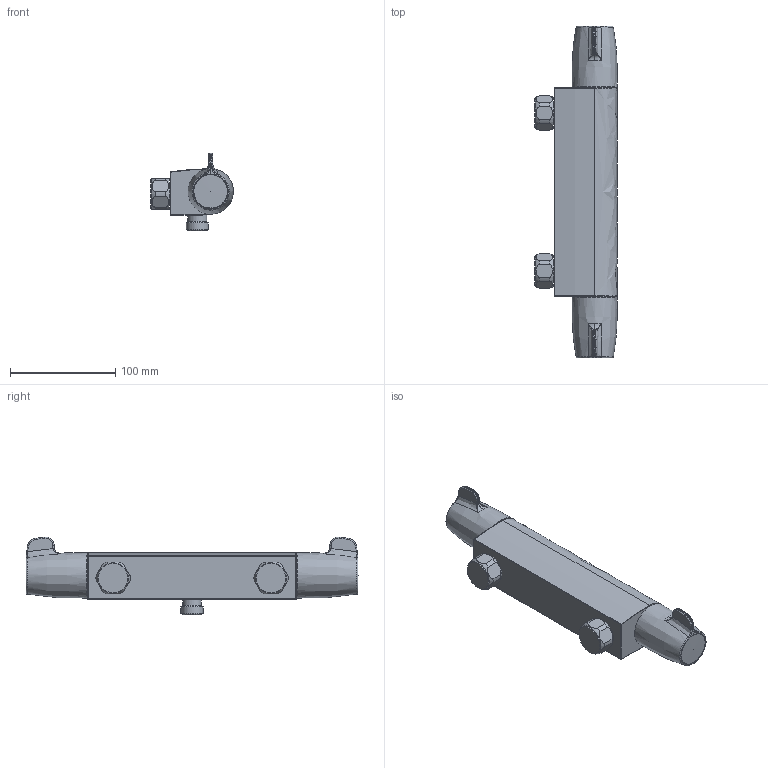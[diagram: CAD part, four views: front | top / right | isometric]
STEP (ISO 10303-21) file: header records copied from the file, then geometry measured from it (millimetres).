
FILE_DESCRIPTION(/* description */ ('Unknown'),/* implementation_level */ '2;1');
FILE_NAME(/* name */ '34681000_1',/* time_stamp */ '2022-09-07T18:09:22+02:00',/* author */ ('Unknown'),/* organization */ ('GROHE AG'),/* preprocessor_version */ 'ST-DEVELOPER v16.7',/* originating_system */ 'DEX',/* authorisation */ $);
FILE_SCHEMA (('AUTOMOTIVE_DESIGN {1 0 10303 214 3 1 1}'));
Length unit declared in the file: millimetre
Products named in the file (4): 34681000_1; id11; 110111_G2_UnivConcValve_Handle_Lob; Document
Assembly tree (3 placements, depth 2):
  34681000_1
    id11
    110111_G2_UnivConcValve_Handle_Lob
    Document
Bounding box: 78.54 x 315.3 x 73.72 mm (x, y, z)
Surface area: 71132.1 mm2 (no closed solid volume)
Topology: 0 solids, 18 shells, 152 faces, 566 edges, 412 vertices
Faces by surface type: bspline 73, plane 33, cylinder 29, torus 11, cone 4, sphere 2
Full cylindrical faces by diameter (mm): 18 x1, 20.5 x2, 20.96 x1, 24 x1, 28 x2, 36 x1
Entity records: 21434 total; most frequent: CARTESIAN_POINT 17368, ORIENTED_EDGE 832, DIRECTION 550, EDGE_CURVE 528, VERTEX_POINT 395, B_SPLINE_CURVE_WITH_KNOTS 274, AXIS2_PLACEMENT_3D 225, EDGE_LOOP 177
